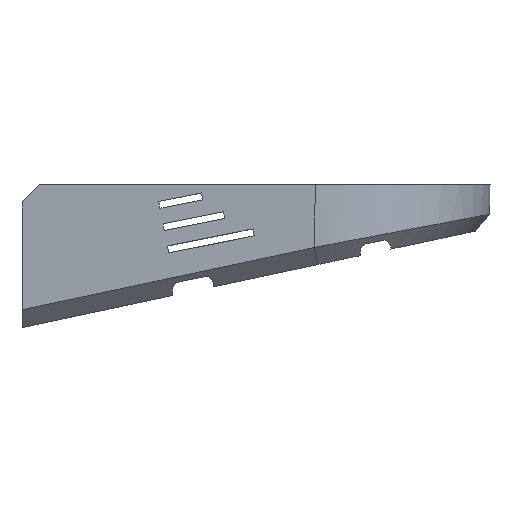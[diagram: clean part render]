
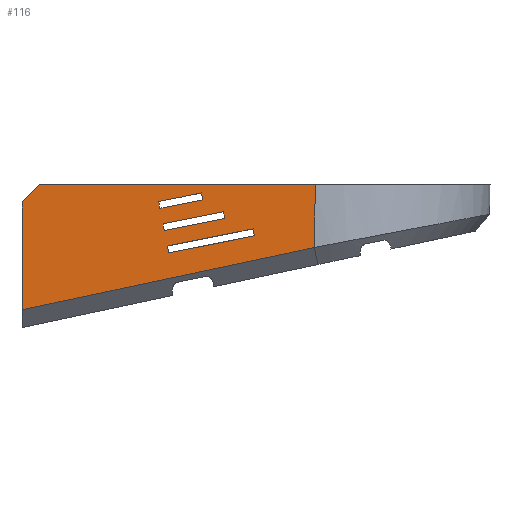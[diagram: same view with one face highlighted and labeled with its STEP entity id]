
A CAD part, front view. The second image highlights one B-rep face of the part: STEP entity #116.
In plain terms, the highlighted planar face has unit normal (0, -1, 0).
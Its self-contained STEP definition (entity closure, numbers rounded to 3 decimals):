
#17=FACE_BOUND('',#400,.T.);
#18=FACE_BOUND('',#401,.T.);
#19=FACE_BOUND('',#402,.T.);
#116=ADVANCED_FACE('',(#256,#17,#18,#19),#2358,.T.);
#256=FACE_OUTER_BOUND('',#399,.T.);
#399=EDGE_LOOP('',(#919,#920,#921,#922,#923));
#400=EDGE_LOOP('',(#924,#925,#926,#927));
#401=EDGE_LOOP('',(#928,#929,#930,#931));
#402=EDGE_LOOP('',(#932,#933,#934,#935));
#919=ORIENTED_EDGE('',*,*,#1547,.F.);
#920=ORIENTED_EDGE('',*,*,#1426,.F.);
#921=ORIENTED_EDGE('',*,*,#1391,.F.);
#922=ORIENTED_EDGE('',*,*,#1500,.F.);
#923=ORIENTED_EDGE('',*,*,#1429,.T.);
#924=ORIENTED_EDGE('',*,*,#1446,.T.);
#925=ORIENTED_EDGE('',*,*,#1445,.T.);
#926=ORIENTED_EDGE('',*,*,#1444,.T.);
#927=ORIENTED_EDGE('',*,*,#1443,.T.);
#928=ORIENTED_EDGE('',*,*,#1461,.T.);
#929=ORIENTED_EDGE('',*,*,#1460,.T.);
#930=ORIENTED_EDGE('',*,*,#1459,.T.);
#931=ORIENTED_EDGE('',*,*,#1458,.T.);
#932=ORIENTED_EDGE('',*,*,#1481,.T.);
#933=ORIENTED_EDGE('',*,*,#1480,.T.);
#934=ORIENTED_EDGE('',*,*,#1479,.T.);
#935=ORIENTED_EDGE('',*,*,#1482,.T.);
#1391=EDGE_CURVE('',#2172,#2200,#1985,.T.);
#1426=EDGE_CURVE('',#2200,#2171,#1763,.T.);
#1429=EDGE_CURVE('',#2205,#2203,#1766,.T.);
#1443=EDGE_CURVE('',#2218,#2219,#1780,.T.);
#1444=EDGE_CURVE('',#2220,#2218,#1781,.T.);
#1445=EDGE_CURVE('',#2221,#2220,#1782,.T.);
#1446=EDGE_CURVE('',#2219,#2221,#1783,.T.);
#1458=EDGE_CURVE('',#2226,#2227,#1792,.T.);
#1459=EDGE_CURVE('',#2228,#2226,#1793,.T.);
#1460=EDGE_CURVE('',#2229,#2228,#1794,.T.);
#1461=EDGE_CURVE('',#2227,#2229,#1795,.T.);
#1479=EDGE_CURVE('',#2240,#2241,#1811,.T.);
#1480=EDGE_CURVE('',#2242,#2240,#1812,.T.);
#1481=EDGE_CURVE('',#2243,#2242,#1813,.T.);
#1482=EDGE_CURVE('',#2241,#2243,#1814,.T.);
#1500=EDGE_CURVE('',#2205,#2172,#1828,.T.);
#1547=EDGE_CURVE('',#2171,#2203,#1871,.T.);
#1763=B_SPLINE_CURVE_WITH_KNOTS('',1,(#3977,#3978,#3979),.UNSPECIFIED.,
 .F.,.F.,(2,1,2),(-0.231,15.662,16.879),
 .UNSPECIFIED.);
#1766=B_SPLINE_CURVE_WITH_KNOTS('',1,(#3985,#3986),.UNSPECIFIED.,.F.,.F.,
(2,2),(-1.,0.),.UNSPECIFIED.);
#1780=B_SPLINE_CURVE_WITH_KNOTS('',1,(#4025,#4026),.UNSPECIFIED.,.F.,.F.,
(2,2),(-0.4,0.),.UNSPECIFIED.);
#1781=B_SPLINE_CURVE_WITH_KNOTS('',1,(#4027,#4028),.UNSPECIFIED.,.F.,.F.,
(2,2),(-5.,0.),.UNSPECIFIED.);
#1782=B_SPLINE_CURVE_WITH_KNOTS('',1,(#4029,#4030),.UNSPECIFIED.,.F.,.F.,
(2,2),(-0.4,0.),.UNSPECIFIED.);
#1783=B_SPLINE_CURVE_WITH_KNOTS('',1,(#4031,#4032),.UNSPECIFIED.,.F.,.F.,
(2,2),(-5.,0.),.UNSPECIFIED.);
#1792=B_SPLINE_CURVE_WITH_KNOTS('',1,(#4055,#4056),.UNSPECIFIED.,.F.,.F.,
(2,2),(-0.4,0.),.UNSPECIFIED.);
#1793=B_SPLINE_CURVE_WITH_KNOTS('',1,(#4057,#4058),.UNSPECIFIED.,.F.,.F.,
(2,2),(-3.528,0.),.UNSPECIFIED.);
#1794=B_SPLINE_CURVE_WITH_KNOTS('',1,(#4059,#4060),.UNSPECIFIED.,.F.,.F.,
(2,2),(-0.4,0.),.UNSPECIFIED.);
#1795=B_SPLINE_CURVE_WITH_KNOTS('',1,(#4061,#4062),.UNSPECIFIED.,.F.,.F.,
(2,2),(-3.528,0.),.UNSPECIFIED.);
#1811=B_SPLINE_CURVE_WITH_KNOTS('',1,(#4111,#4112),.UNSPECIFIED.,.F.,.F.,
(2,2),(-0.4,0.),.UNSPECIFIED.);
#1812=B_SPLINE_CURVE_WITH_KNOTS('',1,(#4113,#4114),.UNSPECIFIED.,.F.,.F.,
(2,2),(-2.5,0.),.UNSPECIFIED.);
#1813=B_SPLINE_CURVE_WITH_KNOTS('',1,(#4115,#4116),.UNSPECIFIED.,.F.,.F.,
(2,2),(-0.4,0.),.UNSPECIFIED.);
#1814=B_SPLINE_CURVE_WITH_KNOTS('',1,(#4117,#4118),.UNSPECIFIED.,.F.,.F.,
(2,2),(-2.5,0.),.UNSPECIFIED.);
#1828=B_SPLINE_CURVE_WITH_KNOTS('',1,(#4190,#4191,#4192),.UNSPECIFIED.,
 .F.,.F.,(2,1,2),(-63.848,-63.657,-48.28),
 .UNSPECIFIED.);
#1871=B_SPLINE_CURVE_WITH_KNOTS('',1,(#4467,#4468,#4469),.UNSPECIFIED.,
 .F.,.F.,(2,1,2),(-7.167,-5.195,-1.),
 .UNSPECIFIED.);
#1985=(
BOUNDED_CURVE()
B_SPLINE_CURVE(1,(#3854,#3855),.UNSPECIFIED.,.F.,.F.)
B_SPLINE_CURVE_WITH_KNOTS((2,2),(0.179,3.788),
 .UNSPECIFIED.)
CURVE()
GEOMETRIC_REPRESENTATION_ITEM()
RATIONAL_B_SPLINE_CURVE((1.,1.))
REPRESENTATION_ITEM('')
);
#2171=VERTEX_POINT('',#3275);
#2172=VERTEX_POINT('',#3276);
#2200=VERTEX_POINT('',#3304);
#2203=VERTEX_POINT('',#3307);
#2205=VERTEX_POINT('',#3309);
#2218=VERTEX_POINT('',#3322);
#2219=VERTEX_POINT('',#3323);
#2220=VERTEX_POINT('',#3324);
#2221=VERTEX_POINT('',#3325);
#2226=VERTEX_POINT('',#3330);
#2227=VERTEX_POINT('',#3331);
#2228=VERTEX_POINT('',#3332);
#2229=VERTEX_POINT('',#3333);
#2240=VERTEX_POINT('',#3344);
#2241=VERTEX_POINT('',#3345);
#2242=VERTEX_POINT('',#3346);
#2243=VERTEX_POINT('',#3347);
#2358=PLANE('',#2620);
#2620=AXIS2_PLACEMENT_3D('',#3038,#2737,$);
#2737=DIRECTION('',(0.,-1.,0.));
#3038=CARTESIAN_POINT('',(-27.424,-17.32,26.986));
#3275=CARTESIAN_POINT('',(-45.786,-17.32,27.702));
#3276=CARTESIAN_POINT('',(-28.985,-17.32,34.869));
#3304=CARTESIAN_POINT('',(-29.05,-17.32,31.262));
#3307=CARTESIAN_POINT('',(-45.786,-17.32,33.869));
#3309=CARTESIAN_POINT('',(-44.786,-17.32,34.869));
#3322=CARTESIAN_POINT('',(-32.552,-17.32,32.325));
#3323=CARTESIAN_POINT('',(-32.474,-17.32,31.932));
#3324=CARTESIAN_POINT('',(-37.456,-17.32,31.347));
#3325=CARTESIAN_POINT('',(-37.378,-17.32,30.955));
#3330=CARTESIAN_POINT('',(-34.25,-17.32,33.312));
#3331=CARTESIAN_POINT('',(-34.172,-17.32,32.919));
#3332=CARTESIAN_POINT('',(-37.71,-17.32,32.622));
#3333=CARTESIAN_POINT('',(-37.632,-17.32,32.229));
#3344=CARTESIAN_POINT('',(-35.512,-17.32,34.386));
#3345=CARTESIAN_POINT('',(-35.434,-17.32,33.993));
#3346=CARTESIAN_POINT('',(-37.964,-17.32,33.897));
#3347=CARTESIAN_POINT('',(-37.886,-17.32,33.504));
#3854=CARTESIAN_POINT('',(-28.985,-17.32,34.869));
#3855=CARTESIAN_POINT('',(-29.05,-17.32,31.262));
#3977=CARTESIAN_POINT('',(-29.05,-17.32,31.262));
#3978=CARTESIAN_POINT('',(-44.595,-17.32,27.956));
#3979=CARTESIAN_POINT('',(-45.786,-17.32,27.702));
#3985=CARTESIAN_POINT('',(-44.786,-17.32,34.869));
#3986=CARTESIAN_POINT('',(-45.786,-17.32,33.869));
#4025=CARTESIAN_POINT('',(-32.552,-17.32,32.325));
#4026=CARTESIAN_POINT('',(-32.474,-17.32,31.932));
#4027=CARTESIAN_POINT('',(-37.456,-17.32,31.347));
#4028=CARTESIAN_POINT('',(-32.552,-17.32,32.325));
#4029=CARTESIAN_POINT('',(-37.378,-17.32,30.955));
#4030=CARTESIAN_POINT('',(-37.456,-17.32,31.347));
#4031=CARTESIAN_POINT('',(-32.474,-17.32,31.932));
#4032=CARTESIAN_POINT('',(-37.378,-17.32,30.955));
#4055=CARTESIAN_POINT('',(-34.25,-17.32,33.312));
#4056=CARTESIAN_POINT('',(-34.172,-17.32,32.919));
#4057=CARTESIAN_POINT('',(-37.71,-17.32,32.622));
#4058=CARTESIAN_POINT('',(-34.25,-17.32,33.312));
#4059=CARTESIAN_POINT('',(-37.632,-17.32,32.229));
#4060=CARTESIAN_POINT('',(-37.71,-17.32,32.622));
#4061=CARTESIAN_POINT('',(-34.172,-17.32,32.919));
#4062=CARTESIAN_POINT('',(-37.632,-17.32,32.229));
#4111=CARTESIAN_POINT('',(-35.512,-17.32,34.386));
#4112=CARTESIAN_POINT('',(-35.434,-17.32,33.993));
#4113=CARTESIAN_POINT('',(-37.964,-17.32,33.897));
#4114=CARTESIAN_POINT('',(-35.512,-17.32,34.386));
#4115=CARTESIAN_POINT('',(-37.886,-17.32,33.504));
#4116=CARTESIAN_POINT('',(-37.964,-17.32,33.897));
#4117=CARTESIAN_POINT('',(-35.434,-17.32,33.993));
#4118=CARTESIAN_POINT('',(-37.886,-17.32,33.504));
#4190=CARTESIAN_POINT('',(-44.786,-17.32,34.869));
#4191=CARTESIAN_POINT('',(-44.595,-17.32,34.869));
#4192=CARTESIAN_POINT('',(-28.985,-17.32,34.869));
#4467=CARTESIAN_POINT('',(-45.786,-17.32,27.702));
#4468=CARTESIAN_POINT('',(-45.786,-17.32,29.674));
#4469=CARTESIAN_POINT('',(-45.786,-17.32,33.869));
